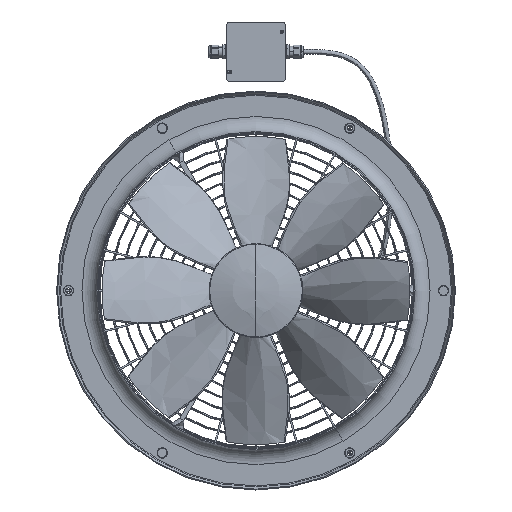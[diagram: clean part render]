
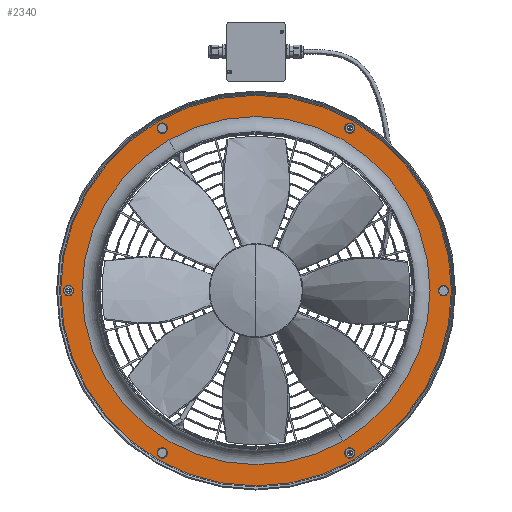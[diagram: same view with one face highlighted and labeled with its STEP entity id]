
A CAD part, left-side view. The second image highlights one B-rep face of the part: STEP entity #2340.
In plain terms, the highlighted planar face has unit normal (-1, 0, 0).
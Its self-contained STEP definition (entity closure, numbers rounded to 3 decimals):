
#1090=CARTESIAN_POINT('',(146.,357.325,0.));
#1100=DIRECTION('',(-1.,0.,0.));
#1110=DIRECTION('',(0.,1.,0.));
#1120=AXIS2_PLACEMENT_3D('',#1090,#1100,#1110);
#1130=PLANE('',#1120);
#1140=CARTESIAN_POINT('',(146.,0.,0.));
#1150=DIRECTION('',(-1.,0.,0.));
#1160=DIRECTION('',(0.,1.,0.));
#1170=AXIS2_PLACEMENT_3D('',#1140,#1150,#1160);
#1180=CIRCLE('',#1170,377.206);
#1190=CARTESIAN_POINT('',(146.,377.206,0.));
#1200=VERTEX_POINT('',#1190);
#1210=CARTESIAN_POINT('',(146.,-377.206,0.));
#1220=VERTEX_POINT('',#1210);
#1230=EDGE_CURVE('',#1200,#1220,#1180,.T.);
#1240=ORIENTED_EDGE('',*,*,#1230,.T.);
#1250=EDGE_CURVE('',#1220,#1200,#1180,.T.);
#1260=ORIENTED_EDGE('',*,*,#1250,.T.);
#1270=EDGE_LOOP('',(#1260,#1240));
#1280=FACE_OUTER_BOUND('',#1270,.T.);
#1290=CARTESIAN_POINT('',(146.,0.,0.));
#1300=DIRECTION('',(1.,0.,0.));
#1310=DIRECTION('',(0.,1.,0.));
#1320=AXIS2_PLACEMENT_3D('',#1290,#1300,#1310);
#1330=CIRCLE('',#1320,336.);
#1340=CARTESIAN_POINT('',(146.,-336.,0.));
#1350=VERTEX_POINT('',#1340);
#1360=CARTESIAN_POINT('',(146.,336.,0.));
#1370=VERTEX_POINT('',#1360);
#1380=EDGE_CURVE('',#1350,#1370,#1330,.T.);
#1390=ORIENTED_EDGE('',*,*,#1380,.T.);
#1400=EDGE_CURVE('',#1370,#1350,#1330,.T.);
#1410=ORIENTED_EDGE('',*,*,#1400,.T.);
#1420=EDGE_LOOP('',(#1410,#1390));
#1430=FACE_BOUND('',#1420,.T.);
#1440=CARTESIAN_POINT('',(146.,181.,313.501));
#1450=DIRECTION('',(1.,0.,0.));
#1460=DIRECTION('',(0.,-0.866,0.5));
#1470=AXIS2_PLACEMENT_3D('',#1440,#1450,#1460);
#1480=CIRCLE('',#1470,10.);
#1490=CARTESIAN_POINT('',(146.,172.34,318.501));
#1500=VERTEX_POINT('',#1490);
#1510=CARTESIAN_POINT('',(146.,189.66,308.501));
#1520=VERTEX_POINT('',#1510);
#1530=EDGE_CURVE('',#1500,#1520,#1480,.T.);
#1540=ORIENTED_EDGE('',*,*,#1530,.T.);
#1550=EDGE_CURVE('',#1520,#1500,#1480,.T.);
#1560=ORIENTED_EDGE('',*,*,#1550,.T.);
#1570=EDGE_LOOP('',(#1560,#1540));
#1580=FACE_BOUND('',#1570,.T.);
#1590=CARTESIAN_POINT('',(146.,362.,0.));
#1600=DIRECTION('',(1.,0.,0.));
#1610=DIRECTION('',(0.,0.,-1.));
#1620=AXIS2_PLACEMENT_3D('',#1590,#1600,#1610);
#1630=CIRCLE('',#1620,10.);
#1640=CARTESIAN_POINT('',(146.,362.,-10.));
#1650=VERTEX_POINT('',#1640);
#1660=CARTESIAN_POINT('',(146.,362.,10.));
#1670=VERTEX_POINT('',#1660);
#1680=EDGE_CURVE('',#1650,#1670,#1630,.T.);
#1690=ORIENTED_EDGE('',*,*,#1680,.T.);
#1700=EDGE_CURVE('',#1670,#1650,#1630,.T.);
#1710=ORIENTED_EDGE('',*,*,#1700,.T.);
#1720=EDGE_LOOP('',(#1710,#1690));
#1730=FACE_BOUND('',#1720,.T.);
#1740=CARTESIAN_POINT('',(146.,-362.,0.));
#1750=DIRECTION('',(1.,0.,0.));
#1760=DIRECTION('',(0.,0.,-1.));
#1770=AXIS2_PLACEMENT_3D('',#1740,#1750,#1760);
#1780=CIRCLE('',#1770,10.);
#1790=CARTESIAN_POINT('',(146.,-362.,-10.));
#1800=VERTEX_POINT('',#1790);
#1810=CARTESIAN_POINT('',(146.,-362.,10.));
#1820=VERTEX_POINT('',#1810);
#1830=EDGE_CURVE('',#1800,#1820,#1780,.T.);
#1840=ORIENTED_EDGE('',*,*,#1830,.T.);
#1850=EDGE_CURVE('',#1820,#1800,#1780,.T.);
#1860=ORIENTED_EDGE('',*,*,#1850,.T.);
#1870=EDGE_LOOP('',(#1860,#1840));
#1880=FACE_BOUND('',#1870,.T.);
#1890=CARTESIAN_POINT('',(146.,181.,-313.501));
#1900=DIRECTION('',(1.,0.,0.));
#1910=DIRECTION('',(0.,0.866,0.5));
#1920=AXIS2_PLACEMENT_3D('',#1890,#1900,#1910);
#1930=CIRCLE('',#1920,10.);
#1940=CARTESIAN_POINT('',(146.,189.66,-308.501));
#1950=VERTEX_POINT('',#1940);
#1960=CARTESIAN_POINT('',(146.,172.34,-318.501));
#1970=VERTEX_POINT('',#1960);
#1980=EDGE_CURVE('',#1950,#1970,#1930,.T.);
#1990=ORIENTED_EDGE('',*,*,#1980,.T.);
#2000=EDGE_CURVE('',#1970,#1950,#1930,.T.);
#2010=ORIENTED_EDGE('',*,*,#2000,.T.);
#2020=EDGE_LOOP('',(#2010,#1990));
#2030=FACE_BOUND('',#2020,.T.);
#2040=CARTESIAN_POINT('',(146.,-181.,313.501));
#2050=DIRECTION('',(1.,0.,0.));
#2060=DIRECTION('',(0.,0.866,0.5));
#2070=AXIS2_PLACEMENT_3D('',#2040,#2050,#2060);
#2080=CIRCLE('',#2070,10.);
#2090=CARTESIAN_POINT('',(146.,-189.66,308.501));
#2100=VERTEX_POINT('',#2090);
#2110=CARTESIAN_POINT('',(146.,-172.34,318.501));
#2120=VERTEX_POINT('',#2110);
#2130=EDGE_CURVE('',#2100,#2120,#2080,.T.);
#2140=ORIENTED_EDGE('',*,*,#2130,.T.);
#2150=EDGE_CURVE('',#2120,#2100,#2080,.T.);
#2160=ORIENTED_EDGE('',*,*,#2150,.T.);
#2170=EDGE_LOOP('',(#2160,#2140));
#2180=FACE_BOUND('',#2170,.T.);
#2190=CARTESIAN_POINT('',(146.,-181.,-313.501));
#2200=DIRECTION('',(1.,0.,0.));
#2210=DIRECTION('',(0.,-0.866,0.5));
#2220=AXIS2_PLACEMENT_3D('',#2190,#2200,#2210);
#2230=CIRCLE('',#2220,10.);
#2240=CARTESIAN_POINT('',(146.,-189.66,-308.501));
#2250=VERTEX_POINT('',#2240);
#2260=CARTESIAN_POINT('',(146.,-172.34,-318.501));
#2270=VERTEX_POINT('',#2260);
#2280=EDGE_CURVE('',#2250,#2270,#2230,.T.);
#2290=ORIENTED_EDGE('',*,*,#2280,.T.);
#2300=EDGE_CURVE('',#2270,#2250,#2230,.T.);
#2310=ORIENTED_EDGE('',*,*,#2300,.T.);
#2320=EDGE_LOOP('',(#2310,#2290));
#2330=FACE_BOUND('',#2320,.T.);
#2340=ADVANCED_FACE('',(#1280,#1430,#1580,#1730,#1880,#2030,#2180,#2330)
,#1130,.T.);
